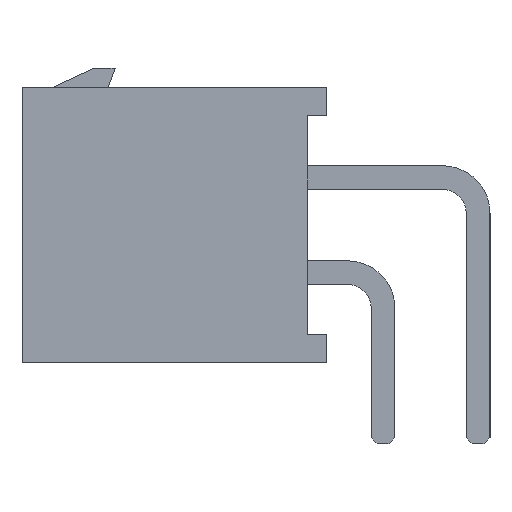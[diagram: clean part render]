
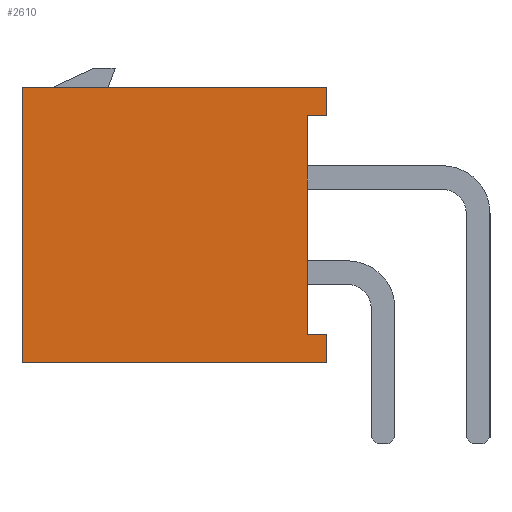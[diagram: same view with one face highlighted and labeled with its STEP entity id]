
A CAD part, left-side view. The second image highlights one B-rep face of the part: STEP entity #2610.
In plain terms, the highlighted planar face has unit normal (-1, 0, 0).
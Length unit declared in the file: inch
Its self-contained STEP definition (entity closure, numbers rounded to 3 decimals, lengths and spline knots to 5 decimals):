
#2610 = ADVANCED_FACE( '', ( #5622 ), #5623, .F. );
#5622 = FACE_OUTER_BOUND( '', #9062, .T. );
#5623 = PLANE( '', #9063 );
#9062 = EDGE_LOOP( '', ( #17404, #17405, #17406, #17407, #17408, #17409, #17410, #17411 ) );
#9063 = AXIS2_PLACEMENT_3D( '', #17412, #17413, #17414 );
#17404 = ORIENTED_EDGE( '', *, *, #25182, .F. );
#17405 = ORIENTED_EDGE( '', *, *, #25183, .F. );
#17406 = ORIENTED_EDGE( '', *, *, #25184, .F. );
#17407 = ORIENTED_EDGE( '', *, *, #23121, .F. );
#17408 = ORIENTED_EDGE( '', *, *, #22139, .F. );
#17409 = ORIENTED_EDGE( '', *, *, #24926, .F. );
#17410 = ORIENTED_EDGE( '', *, *, #23932, .F. );
#17411 = ORIENTED_EDGE( '', *, *, #22259, .F. );
#17412 = CARTESIAN_POINT( '', ( -1.03, 0., 0. ) );
#17413 = DIRECTION( '', ( 1., 0., 0. ) );
#17414 = DIRECTION( '', ( 0., 0., -1. ) );
#22139 = EDGE_CURVE( '', #27085, #27087, #27088, .T. );
#22259 = EDGE_CURVE( '', #27314, #27316, #27317, .T. );
#23121 = EDGE_CURVE( '', #27087, #28773, #28774, .T. );
#23932 = EDGE_CURVE( '', #27316, #30037, #30038, .T. );
#24926 = EDGE_CURVE( '', #30037, #27085, #31450, .T. );
#25182 = EDGE_CURVE( '', #31772, #27314, #31773, .T. );
#25183 = EDGE_CURVE( '', #31774, #31772, #31775, .T. );
#25184 = EDGE_CURVE( '', #28773, #31774, #31776, .T. );
#27085 = VERTEX_POINT( '', #34260 );
#27087 = VERTEX_POINT( '', #34263 );
#27088 = LINE( '', #34264, #34265 );
#27314 = VERTEX_POINT( '', #34600 );
#27316 = VERTEX_POINT( '', #34603 );
#27317 = LINE( '', #34604, #34605 );
#28773 = VERTEX_POINT( '', #36715 );
#28774 = LINE( '', #36716, #36717 );
#30037 = VERTEX_POINT( '', #38572 );
#30038 = LINE( '', #38573, #38574 );
#31450 = LINE( '', #40738, #40739 );
#31772 = VERTEX_POINT( '', #41215 );
#31773 = LINE( '', #41216, #41217 );
#31774 = VERTEX_POINT( '', #41218 );
#31775 = LINE( '', #41219, #41220 );
#31776 = LINE( '', #41221, #41222 );
#34260 = CARTESIAN_POINT( '', ( -1.03, 0.02, 0.115 ) );
#34263 = CARTESIAN_POINT( '', ( -1.03, 0.02, -0.115 ) );
#34264 = CARTESIAN_POINT( '', ( -1.03, 0.02, 0.115 ) );
#34265 = VECTOR( '', #43190, 39.37008 );
#34600 = CARTESIAN_POINT( '', ( -1.03, 0.32, 0.145 ) );
#34603 = CARTESIAN_POINT( '', ( -1.03, 0., 0.145 ) );
#34604 = CARTESIAN_POINT( '', ( -1.03, 0.32, 0.145 ) );
#34605 = VECTOR( '', #43307, 39.37008 );
#36715 = CARTESIAN_POINT( '', ( -1.03, 0., -0.115 ) );
#36716 = CARTESIAN_POINT( '', ( -1.03, 0.02, -0.115 ) );
#36717 = VECTOR( '', #44091, 39.37008 );
#38572 = CARTESIAN_POINT( '', ( -1.03, 0., 0.115 ) );
#38573 = CARTESIAN_POINT( '', ( -1.03, 0., 0.145 ) );
#38574 = VECTOR( '', #44792, 39.37008 );
#40738 = CARTESIAN_POINT( '', ( -1.03, 0., 0.115 ) );
#40739 = VECTOR( '', #45638, 39.37008 );
#41215 = CARTESIAN_POINT( '', ( -1.03, 0.32, -0.145 ) );
#41216 = CARTESIAN_POINT( '', ( -1.03, 0.32, -0.145 ) );
#41217 = VECTOR( '', #45817, 39.37008 );
#41218 = CARTESIAN_POINT( '', ( -1.03, 0., -0.145 ) );
#41219 = CARTESIAN_POINT( '', ( -1.03, 0., -0.145 ) );
#41220 = VECTOR( '', #45818, 39.37008 );
#41221 = CARTESIAN_POINT( '', ( -1.03, 0., -0.115 ) );
#41222 = VECTOR( '', #45819, 39.37008 );
#43190 = DIRECTION( '', ( 0., 0., -1. ) );
#43307 = DIRECTION( '', ( 0., -1., 0. ) );
#44091 = DIRECTION( '', ( 0., -1., 0. ) );
#44792 = DIRECTION( '', ( 0., 0., -1. ) );
#45638 = DIRECTION( '', ( 0., 1., 0. ) );
#45817 = DIRECTION( '', ( 0., 0., 1. ) );
#45818 = DIRECTION( '', ( 0., 1., 0. ) );
#45819 = DIRECTION( '', ( 0., 0., -1. ) );
